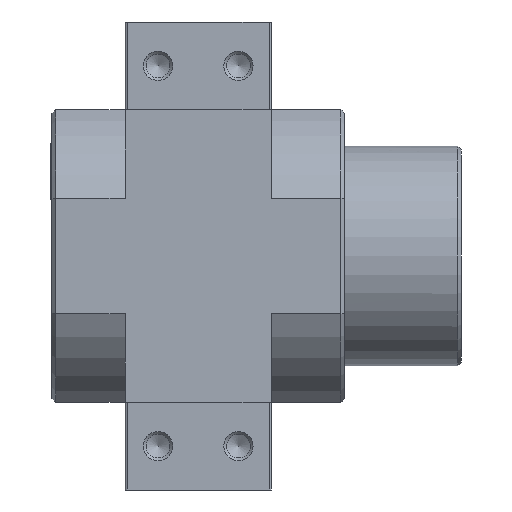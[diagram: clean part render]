
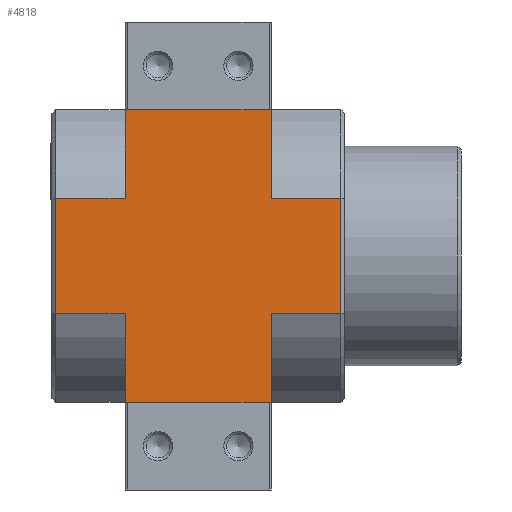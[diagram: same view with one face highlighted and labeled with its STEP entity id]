
A CAD part, left-side view. The second image highlights one B-rep face of the part: STEP entity #4818.
In plain terms, the highlighted face is planar.
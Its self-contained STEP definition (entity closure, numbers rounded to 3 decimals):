
#269=LINE('',#7061,#552);
#297=LINE('',#7123,#580);
#299=LINE('',#7127,#582);
#300=LINE('',#7130,#583);
#301=LINE('',#7132,#584);
#302=LINE('',#7134,#585);
#303=LINE('',#7135,#586);
#304=LINE('',#7137,#587);
#305=LINE('',#7139,#588);
#306=LINE('',#7141,#589);
#307=LINE('',#7143,#590);
#308=LINE('',#7144,#591);
#552=VECTOR('',#5714,1000.);
#580=VECTOR('',#5752,1000.);
#582=VECTOR('',#5756,1000.);
#583=VECTOR('',#5757,1000.);
#584=VECTOR('',#5758,1000.);
#585=VECTOR('',#5759,1000.);
#586=VECTOR('',#5760,1000.);
#587=VECTOR('',#5761,1000.);
#588=VECTOR('',#5762,1000.);
#589=VECTOR('',#5763,1000.);
#590=VECTOR('',#5764,1000.);
#591=VECTOR('',#5765,1000.);
#903=ORIENTED_EDGE('',*,*,#1978,.T.);
#904=ORIENTED_EDGE('',*,*,#1979,.F.);
#905=ORIENTED_EDGE('',*,*,#1980,.T.);
#906=ORIENTED_EDGE('',*,*,#1981,.F.);
#907=ORIENTED_EDGE('',*,*,#1976,.T.);
#908=ORIENTED_EDGE('',*,*,#1982,.T.);
#909=ORIENTED_EDGE('',*,*,#1983,.F.);
#910=ORIENTED_EDGE('',*,*,#1984,.T.);
#911=ORIENTED_EDGE('',*,*,#1985,.F.);
#912=ORIENTED_EDGE('',*,*,#1986,.T.);
#913=ORIENTED_EDGE('',*,*,#1945,.F.);
#914=ORIENTED_EDGE('',*,*,#1987,.F.);
#1945=EDGE_CURVE('',#2483,#2484,#269,.T.);
#1976=EDGE_CURVE('',#2513,#2512,#297,.T.);
#1978=EDGE_CURVE('',#2514,#2515,#299,.F.);
#1979=EDGE_CURVE('',#2516,#2515,#300,.T.);
#1980=EDGE_CURVE('',#2516,#2517,#301,.T.);
#1981=EDGE_CURVE('',#2513,#2517,#302,.T.);
#1982=EDGE_CURVE('',#2512,#2518,#303,.T.);
#1983=EDGE_CURVE('',#2519,#2518,#304,.T.);
#1984=EDGE_CURVE('',#2519,#2520,#305,.T.);
#1985=EDGE_CURVE('',#2521,#2520,#306,.F.);
#1986=EDGE_CURVE('',#2521,#2484,#307,.T.);
#1987=EDGE_CURVE('',#2514,#2483,#308,.T.);
#2483=VERTEX_POINT('',#7060);
#2484=VERTEX_POINT('',#7062);
#2512=VERTEX_POINT('',#7122);
#2513=VERTEX_POINT('',#7124);
#2514=VERTEX_POINT('',#7128);
#2515=VERTEX_POINT('',#7129);
#2516=VERTEX_POINT('',#7131);
#2517=VERTEX_POINT('',#7133);
#2518=VERTEX_POINT('',#7136);
#2519=VERTEX_POINT('',#7138);
#2520=VERTEX_POINT('',#7140);
#2521=VERTEX_POINT('',#7142);
#3061=EDGE_LOOP('',(#903,#904,#905,#906,#907,#908,#909,#910,#911,#912,#913,
#914));
#3455=FACE_BOUND('',#3061,.T.);
#3842=PLANE('',#5143);
#4818=ADVANCED_FACE('',(#3455),#3842,.F.);
#5143=AXIS2_PLACEMENT_3D('',#7126,#5754,#5755);
#5714=DIRECTION('',(0.,-1.,0.));
#5752=DIRECTION('',(0.,-1.,0.));
#5754=DIRECTION('',(0.,0.,1.));
#5755=DIRECTION('',(1.,0.,0.));
#5756=DIRECTION('',(0.,-1.,0.));
#5757=DIRECTION('',(-1.,0.,0.));
#5758=DIRECTION('',(0.,-1.,0.));
#5759=DIRECTION('',(-1.,0.,0.));
#5760=DIRECTION('',(-1.,0.,0.));
#5761=DIRECTION('',(0.,1.,0.));
#5762=DIRECTION('',(-1.,0.,0.));
#5763=DIRECTION('',(0.,1.,0.));
#5764=DIRECTION('',(-1.,0.,0.));
#5765=DIRECTION('',(-1.,0.,0.));
#7060=CARTESIAN_POINT('',(-20.,10.,-20.));
#7061=CARTESIAN_POINT('',(-20.,20.,-20.));
#7062=CARTESIAN_POINT('',(-20.,-10.,-20.));
#7122=CARTESIAN_POINT('',(20.,-10.,-20.));
#7123=CARTESIAN_POINT('',(20.,20.,-20.));
#7124=CARTESIAN_POINT('',(20.,10.,-20.));
#7126=CARTESIAN_POINT('',(20.,20.,-20.));
#7127=CARTESIAN_POINT('',(-7.89,30.,-20.));
#7128=CARTESIAN_POINT('',(-7.89,10.,-20.));
#7129=CARTESIAN_POINT('',(-7.89,19.5,-20.));
#7130=CARTESIAN_POINT('',(20.,19.5,-20.));
#7131=CARTESIAN_POINT('',(7.89,19.5,-20.));
#7132=CARTESIAN_POINT('',(7.89,30.,-20.));
#7133=CARTESIAN_POINT('',(7.89,10.,-20.));
#7134=CARTESIAN_POINT('',(20.,10.,-20.));
#7135=CARTESIAN_POINT('',(20.,-10.,-20.));
#7136=CARTESIAN_POINT('',(7.89,-10.,-20.));
#7137=CARTESIAN_POINT('',(7.89,-30.,-20.));
#7138=CARTESIAN_POINT('',(7.89,-19.5,-20.));
#7139=CARTESIAN_POINT('',(20.,-19.5,-20.));
#7140=CARTESIAN_POINT('',(-7.89,-19.5,-20.));
#7141=CARTESIAN_POINT('',(-7.89,-30.,-20.));
#7142=CARTESIAN_POINT('',(-7.89,-10.,-20.));
#7143=CARTESIAN_POINT('',(20.,-10.,-20.));
#7144=CARTESIAN_POINT('',(20.,10.,-20.));
